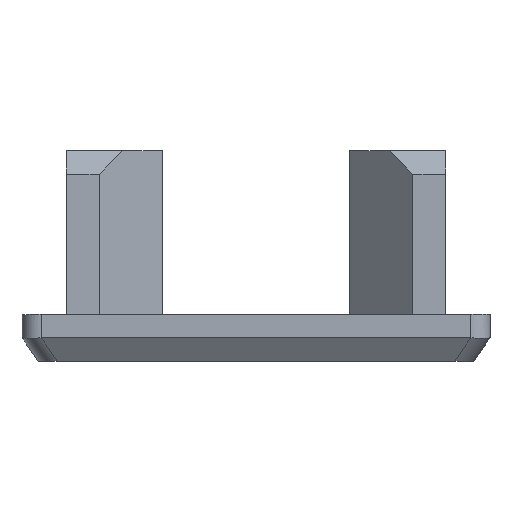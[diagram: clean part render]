
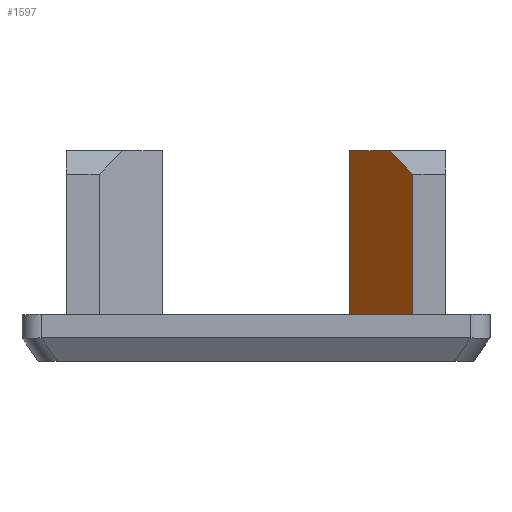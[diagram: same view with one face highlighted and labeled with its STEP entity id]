
A CAD part, front view. The second image highlights one B-rep face of the part: STEP entity #1597.
In plain terms, the highlighted planar face has unit normal (-0.707, -0.707, 0).
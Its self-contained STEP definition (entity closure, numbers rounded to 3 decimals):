
#52=PLANE('',#1716);
#126=FACE_OUTER_BOUND('',#218,.T.);
#218=EDGE_LOOP('',(#1247,#1248,#1249,#1250,#1251));
#345=LINE('',#2324,#526);
#389=LINE('',#2599,#570);
#391=LINE('',#2603,#572);
#393=LINE('',#2606,#574);
#394=LINE('',#2607,#575);
#526=VECTOR('',#1855,10.);
#570=VECTOR('',#1955,10.);
#572=VECTOR('',#1959,10.);
#574=VECTOR('',#1963,10.);
#575=VECTOR('',#1964,10.);
#736=VERTEX_POINT('',#2321);
#737=VERTEX_POINT('',#2323);
#779=VERTEX_POINT('',#2596);
#780=VERTEX_POINT('',#2598);
#781=VERTEX_POINT('',#2602);
#893=EDGE_CURVE('',#737,#736,#345,.F.);
#953=EDGE_CURVE('',#780,#779,#389,.T.);
#955=EDGE_CURVE('',#780,#781,#391,.T.);
#957=EDGE_CURVE('',#779,#737,#393,.T.);
#958=EDGE_CURVE('',#736,#781,#394,.T.);
#1247=ORIENTED_EDGE('',*,*,#955,.F.);
#1248=ORIENTED_EDGE('',*,*,#953,.T.);
#1249=ORIENTED_EDGE('',*,*,#957,.T.);
#1250=ORIENTED_EDGE('',*,*,#893,.T.);
#1251=ORIENTED_EDGE('',*,*,#958,.T.);
#1597=ADVANCED_FACE('',(#126),#52,.T.);
#1716=AXIS2_PLACEMENT_3D('',#2605,#1961,#1962);
#1855=DIRECTION('',(-0.707,0.707,0.));
#1955=DIRECTION('',(-0.707,0.707,0.));
#1959=DIRECTION('',(0.577,-0.577,-0.577));
#1961=DIRECTION('center_axis',(-0.707,-0.707,0.));
#1962=DIRECTION('ref_axis',(0.,0.,1.));
#1963=DIRECTION('',(0.,0.,-1.));
#1964=DIRECTION('',(0.,0.,1.));
#2321=CARTESIAN_POINT('',(16.7,4.65,2.));
#2323=CARTESIAN_POINT('',(14.,7.35,2.));
#2324=CARTESIAN_POINT('',(10.513,10.838,2.));
#2596=CARTESIAN_POINT('',(14.,7.35,9.));
#2598=CARTESIAN_POINT('',(15.7,5.65,9.));
#2599=CARTESIAN_POINT('',(10.513,10.838,9.));
#2602=CARTESIAN_POINT('',(16.7,4.65,8.));
#2603=CARTESIAN_POINT('',(16.633,4.717,8.067));
#2605=CARTESIAN_POINT('Origin',(15.35,6.,0.));
#2606=CARTESIAN_POINT('',(14.,7.35,0.));
#2607=CARTESIAN_POINT('',(16.7,4.65,0.));
